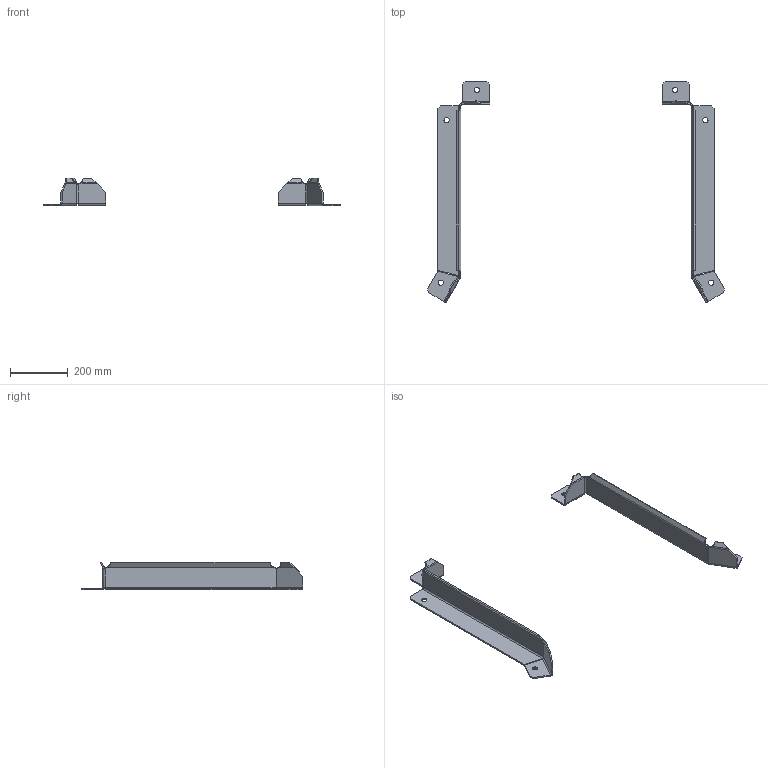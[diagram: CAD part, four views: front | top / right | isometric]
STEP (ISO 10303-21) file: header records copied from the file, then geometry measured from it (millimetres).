
FILE_DESCRIPTION (( 'STEP AP214' ), '1' );
FILE_NAME ('P8311.STEP', '2021-08-18T11:29:19', ( '' ), ( '' ), 'SwSTEP 2.0', 'SolidWorks 2019', '' );
FILE_SCHEMA (( 'AUTOMOTIVE_DESIGN' ));
Length unit declared in the file: millimetre
Products named in the file (1): P8311
Bounding box: 1032.49 x 770 x 97.32 mm (x, y, z)
Volume: 1291011.7 mm3; surface area: 540210 mm2
Topology: 2 solids, 2 shells, 176 faces, 388 edges, 216 vertices
Faces by surface type: plane 96, cylinder 60, bspline 20
Entity records: 7462 total; most frequent: CARTESIAN_POINT 1812, ORIENTED_EDGE 776, DIRECTION 702, EDGE_CURVE 388, AXIS2_PLACEMENT_3D 237, LINE 228, VECTOR 228, VERTEX_POINT 216
